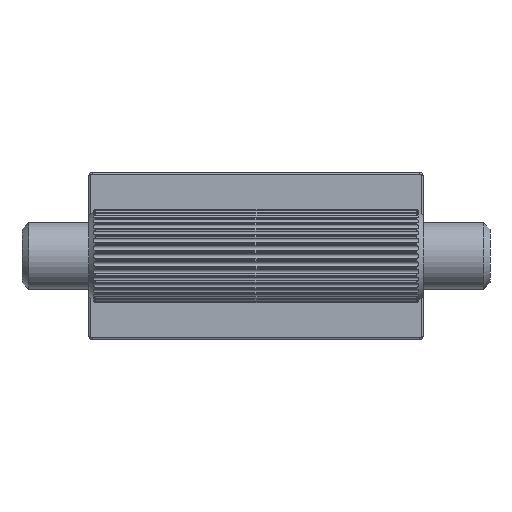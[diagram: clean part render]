
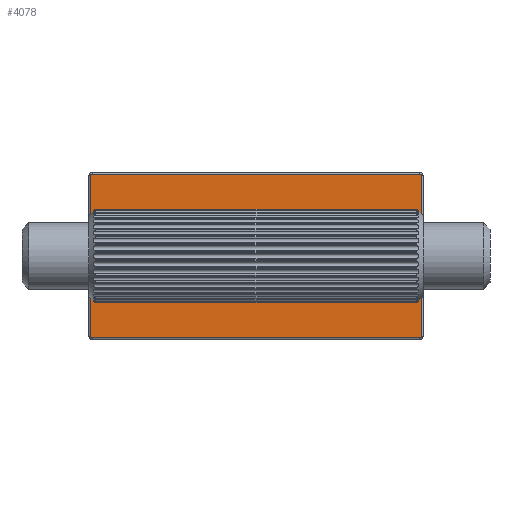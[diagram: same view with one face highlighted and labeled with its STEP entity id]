
A CAD part, front view. The second image highlights one B-rep face of the part: STEP entity #4078.
In plain terms, the highlighted face is planar.
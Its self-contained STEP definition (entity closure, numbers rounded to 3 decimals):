
#68=FACE_BOUND('',#977,.T.);
#69=FACE_BOUND('',#978,.T.);
#95=PLANE('',#4550);
#743=FACE_OUTER_BOUND('',#976,.T.);
#976=EDGE_LOOP('',(#3832,#3833,#3834,#3835,#3836,#3837,#3838,#3839));
#977=EDGE_LOOP('',(#3840));
#978=EDGE_LOOP('',(#3841));
#1189=LINE('',#9819,#1415);
#1194=LINE('',#9859,#1420);
#1199=LINE('',#9900,#1425);
#1203=LINE('',#9934,#1429);
#1415=VECTOR('',#5430,10.);
#1420=VECTOR('',#5457,10.);
#1425=VECTOR('',#5486,10.);
#1429=VECTOR('',#5508,10.);
#1548=CIRCLE('',#4504,0.25);
#1560=CIRCLE('',#4521,0.25);
#1569=CIRCLE('',#4534,0.25);
#1574=CIRCLE('',#4543,0.25);
#1575=CIRCLE('',#4549,1.5);
#1576=CIRCLE('',#4551,2.25);
#1954=VERTEX_POINT('',#9780);
#1957=VERTEX_POINT('',#9785);
#1968=VERTEX_POINT('',#9818);
#1970=VERTEX_POINT('',#9842);
#1974=VERTEX_POINT('',#9858);
#1977=VERTEX_POINT('',#9884);
#1980=VERTEX_POINT('',#9889);
#1982=VERTEX_POINT('',#9922);
#1984=VERTEX_POINT('',#9936);
#1985=VERTEX_POINT('',#9940);
#2551=EDGE_CURVE('',#1957,#1954,#1548,.T.);
#2567=EDGE_CURVE('',#1954,#1968,#1189,.T.);
#2573=EDGE_CURVE('',#1968,#1970,#1560,.T.);
#2579=EDGE_CURVE('',#1970,#1974,#1194,.T.);
#2587=EDGE_CURVE('',#1980,#1977,#1569,.T.);
#2592=EDGE_CURVE('',#1977,#1957,#1199,.T.);
#2597=EDGE_CURVE('',#1974,#1982,#1574,.T.);
#2601=EDGE_CURVE('',#1982,#1980,#1203,.T.);
#2602=EDGE_CURVE('',#1984,#1984,#1575,.T.);
#2604=EDGE_CURVE('',#1985,#1985,#1576,.T.);
#3832=ORIENTED_EDGE('',*,*,#2551,.F.);
#3833=ORIENTED_EDGE('',*,*,#2592,.F.);
#3834=ORIENTED_EDGE('',*,*,#2587,.F.);
#3835=ORIENTED_EDGE('',*,*,#2601,.F.);
#3836=ORIENTED_EDGE('',*,*,#2597,.F.);
#3837=ORIENTED_EDGE('',*,*,#2579,.F.);
#3838=ORIENTED_EDGE('',*,*,#2573,.F.);
#3839=ORIENTED_EDGE('',*,*,#2567,.F.);
#3840=ORIENTED_EDGE('',*,*,#2602,.T.);
#3841=ORIENTED_EDGE('',*,*,#2604,.T.);
#4078=ADVANCED_FACE('',(#743,#68,#69),#95,.T.);
#4504=AXIS2_PLACEMENT_3D('',#9787,#5397,#5398);
#4521=AXIS2_PLACEMENT_3D('',#9846,#5441,#5442);
#4534=AXIS2_PLACEMENT_3D('',#9891,#5472,#5473);
#4543=AXIS2_PLACEMENT_3D('',#9926,#5495,#5496);
#4549=AXIS2_PLACEMENT_3D('',#9937,#5511,#5512);
#4550=AXIS2_PLACEMENT_3D('',#9939,#5514,#5515);
#4551=AXIS2_PLACEMENT_3D('',#9941,#5516,#5517);
#5397=DIRECTION('center_axis',(0.,0.,-1.));
#5398=DIRECTION('ref_axis',(-0.707,-0.707,0.));
#5430=DIRECTION('',(0.,1.,0.));
#5441=DIRECTION('center_axis',(0.,0.,-1.));
#5442=DIRECTION('ref_axis',(-0.707,0.707,0.));
#5457=DIRECTION('',(1.,0.,0.));
#5472=DIRECTION('center_axis',(0.,0.,-1.));
#5473=DIRECTION('ref_axis',(0.707,-0.707,0.));
#5486=DIRECTION('',(-1.,0.,0.));
#5495=DIRECTION('center_axis',(0.,0.,-1.));
#5496=DIRECTION('ref_axis',(0.707,0.707,0.));
#5508=DIRECTION('',(0.,-1.,0.));
#5511=DIRECTION('center_axis',(0.,0.,-1.));
#5512=DIRECTION('ref_axis',(-1.,0.,0.));
#5514=DIRECTION('center_axis',(0.,0.,1.));
#5515=DIRECTION('ref_axis',(1.,0.,0.));
#5516=DIRECTION('center_axis',(0.,0.,-1.));
#5517=DIRECTION('ref_axis',(-1.,0.,0.));
#9780=CARTESIAN_POINT('',(-24.75,-12.,2.));
#9785=CARTESIAN_POINT('',(-24.5,-12.25,2.));
#9787=CARTESIAN_POINT('Origin',(-24.5,-12.,2.));
#9818=CARTESIAN_POINT('',(-24.75,12.,2.));
#9819=CARTESIAN_POINT('',(-24.75,6.25,2.));
#9842=CARTESIAN_POINT('',(-24.5,12.25,2.));
#9846=CARTESIAN_POINT('Origin',(-24.5,12.,2.));
#9858=CARTESIAN_POINT('',(24.5,12.25,2.));
#9859=CARTESIAN_POINT('',(12.5,12.25,2.));
#9884=CARTESIAN_POINT('',(24.5,-12.25,2.));
#9889=CARTESIAN_POINT('',(24.75,-12.,2.));
#9891=CARTESIAN_POINT('Origin',(24.5,-12.,2.));
#9900=CARTESIAN_POINT('',(-12.5,-12.25,2.));
#9922=CARTESIAN_POINT('',(24.75,12.,2.));
#9926=CARTESIAN_POINT('Origin',(24.5,12.,2.));
#9934=CARTESIAN_POINT('',(24.75,-6.25,2.));
#9936=CARTESIAN_POINT('',(-5.,0.,2.));
#9937=CARTESIAN_POINT('Origin',(-6.5,0.,2.));
#9939=CARTESIAN_POINT('Origin',(0.,0.,2.));
#9940=CARTESIAN_POINT('',(2.25,0.,2.));
#9941=CARTESIAN_POINT('Origin',(0.,0.,2.));
